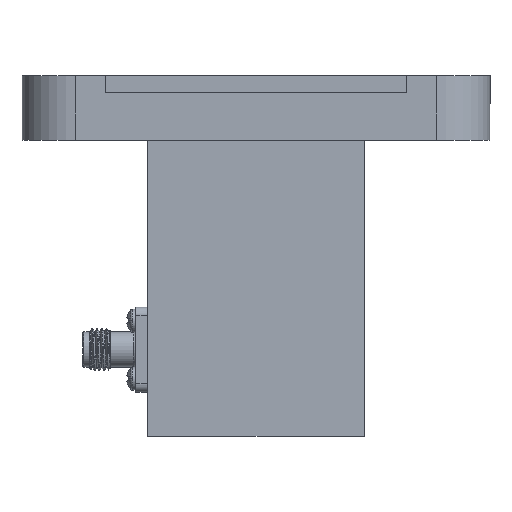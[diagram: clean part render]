
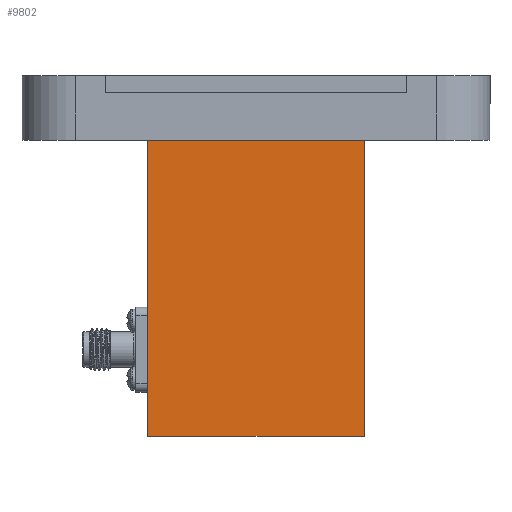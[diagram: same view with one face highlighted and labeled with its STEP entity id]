
A CAD part, left-side view. The second image highlights one B-rep face of the part: STEP entity #9802.
In plain terms, the highlighted planar face has unit normal (-1, 0, 0).
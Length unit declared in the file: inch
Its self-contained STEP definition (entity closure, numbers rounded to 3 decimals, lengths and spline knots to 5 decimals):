
#162 = CARTESIAN_POINT ( 'NONE',  ( -1.21, -0.6375, -0.38 ) ) ;
#1725 = DIRECTION ( 'NONE',  ( 0., 0., 1. ) ) ;
#2230 = CARTESIAN_POINT ( 'NONE',  ( -1.21, -0.6375, -2.12 ) ) ;
#2412 = CARTESIAN_POINT ( 'NONE',  ( -1.21, -0.6375, -2.12 ) ) ;
#2533 = EDGE_LOOP ( 'NONE', ( #6705, #9015, #4225, #15363 ) ) ;
#2691 = VECTOR ( 'NONE', #12031, 39.37008 ) ;
#2926 = DIRECTION ( 'NONE',  ( 0., 1., 0. ) ) ;
#3527 = DIRECTION ( 'NONE',  ( 0., 0., 1. ) ) ;
#4225 = ORIENTED_EDGE ( 'NONE', *, *, #10750, .F. ) ;
#4495 = CARTESIAN_POINT ( 'NONE',  ( -1.21, 0.6375, -2.12 ) ) ;
#4764 = CARTESIAN_POINT ( 'NONE',  ( -1.21, 0.6375, -0.38 ) ) ;
#6510 = DIRECTION ( 'NONE',  ( -1., 0., 0. ) ) ;
#6705 = ORIENTED_EDGE ( 'NONE', *, *, #7450, .T. ) ;
#7090 = VECTOR ( 'NONE', #8021, 39.37008 ) ;
#7393 = VERTEX_POINT ( 'NONE', #2230 ) ;
#7450 = EDGE_CURVE ( 'NONE', #7393, #8863, #14513, .T. ) ;
#7552 = VERTEX_POINT ( 'NONE', #4495 ) ;
#7574 = PLANE ( 'NONE',  #11736 ) ;
#8021 = DIRECTION ( 'NONE',  ( 0., 0., 1. ) ) ;
#8142 = EDGE_CURVE ( 'NONE', #8863, #13047, #15213, .T. ) ;
#8863 = VERTEX_POINT ( 'NONE', #162 ) ;
#8882 = CARTESIAN_POINT ( 'NONE',  ( -1.21, -0.6375, -2.12 ) ) ;
#9015 = ORIENTED_EDGE ( 'NONE', *, *, #8142, .T. ) ;
#9404 = VECTOR ( 'NONE', #2926, 39.37008 ) ;
#9802 = ADVANCED_FACE ( 'NONE', ( #13711 ), #7574, .T. ) ;
#10234 = CARTESIAN_POINT ( 'NONE',  ( -1.21, 0., -0.38 ) ) ;
#10452 = EDGE_CURVE ( 'NONE', #7552, #7393, #14693, .T. ) ;
#10534 = CARTESIAN_POINT ( 'NONE',  ( -1.21, 0.6375, -2.12 ) ) ;
#10750 = EDGE_CURVE ( 'NONE', #7552, #13047, #13905, .T. ) ;
#11736 = AXIS2_PLACEMENT_3D ( 'NONE', #8882, #6510, #1725 ) ;
#12031 = DIRECTION ( 'NONE',  ( 0., -1., 0. ) ) ;
#12680 = VECTOR ( 'NONE', #3527, 39.37008 ) ;
#13047 = VERTEX_POINT ( 'NONE', #4764 ) ;
#13385 = CARTESIAN_POINT ( 'NONE',  ( -1.21, -0.6375, -2.12 ) ) ;
#13711 = FACE_OUTER_BOUND ( 'NONE', #2533, .T. ) ;
#13905 = LINE ( 'NONE', #10534, #7090 ) ;
#14513 = LINE ( 'NONE', #13385, #12680 ) ;
#14693 = LINE ( 'NONE', #2412, #2691 ) ;
#15213 = LINE ( 'NONE', #10234, #9404 ) ;
#15363 = ORIENTED_EDGE ( 'NONE', *, *, #10452, .T. ) ;
